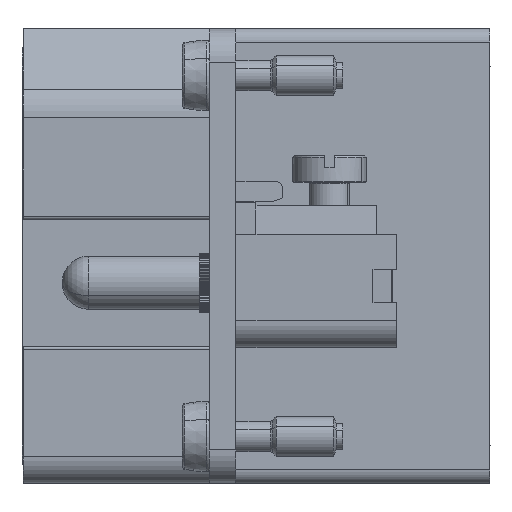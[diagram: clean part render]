
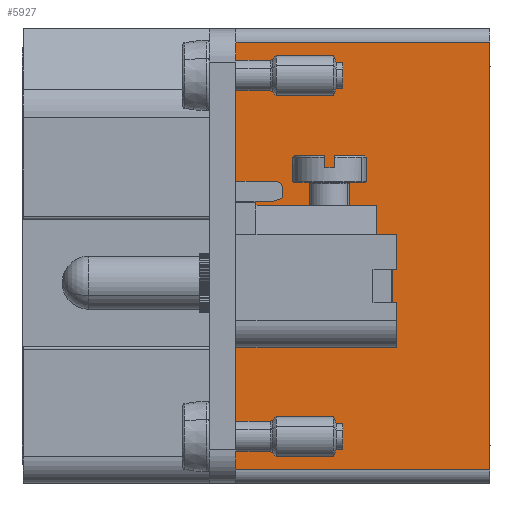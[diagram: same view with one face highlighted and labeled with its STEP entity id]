
A CAD part, left-side view. The second image highlights one B-rep face of the part: STEP entity #5927.
In plain terms, the highlighted planar face has unit normal (-1, 0, 0).
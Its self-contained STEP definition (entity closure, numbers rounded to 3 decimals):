
#5900=AXIS2_PLACEMENT_3D('Plane Axis2P3D',#5897,#5898,#5899) ;
#5404=CARTESIAN_POINT('Vertex',(11.46,19.,33.)) ;
#5407=CARTESIAN_POINT('Line Origine',(11.46,10.5,33.)) ;
#5411=CARTESIAN_POINT('Vertex',(11.46,0.,33.)) ;
#5897=CARTESIAN_POINT('Axis2P3D Location',(11.46,0.,34.)) ;
#5902=CARTESIAN_POINT('Line Origine',(11.46,9.5,1.)) ;
#5906=CARTESIAN_POINT('Vertex',(11.46,0.,1.)) ;
#5908=CARTESIAN_POINT('Vertex',(11.46,19.,1.)) ;
#5911=CARTESIAN_POINT('Line Origine',(11.46,0.,17.)) ;
#5916=CARTESIAN_POINT('Line Origine',(11.46,19.,17.)) ;
#5408=DIRECTION('Vector Direction',(0.,1.,0.)) ;
#5898=DIRECTION('Axis2P3D Direction',(1.,-0.,0.)) ;
#5899=DIRECTION('Axis2P3D XDirection',(0.,0.,-1.)) ;
#5903=DIRECTION('Vector Direction',(0.,1.,0.)) ;
#5912=DIRECTION('Vector Direction',(0.,0.,-1.)) ;
#5917=DIRECTION('Vector Direction',(0.,0.,-1.)) ;
#5409=VECTOR('Line Direction',#5408,1.) ;
#5904=VECTOR('Line Direction',#5903,1.) ;
#5913=VECTOR('Line Direction',#5912,1.) ;
#5918=VECTOR('Line Direction',#5917,1.) ;
#5922=ORIENTED_EDGE('',*,*,#5910,.F.) ;
#5923=ORIENTED_EDGE('',*,*,#5915,.F.) ;
#5924=ORIENTED_EDGE('',*,*,#5413,.T.) ;
#5925=ORIENTED_EDGE('',*,*,#5920,.T.) ;
#5927=ADVANCED_FACE('body',(#5926),#5901,.F.) ;
#5413=EDGE_CURVE('',#5412,#5405,#5410,.T.) ;
#5910=EDGE_CURVE('',#5907,#5909,#5905,.T.) ;
#5915=EDGE_CURVE('',#5412,#5907,#5914,.T.) ;
#5920=EDGE_CURVE('',#5405,#5909,#5919,.T.) ;
#5921=EDGE_LOOP('',(#5922,#5923,#5924,#5925)) ;
#5926=FACE_OUTER_BOUND('',#5921,.T.) ;
#5410=LINE('Line',#5407,#5409) ;
#5905=LINE('Line',#5902,#5904) ;
#5914=LINE('Line',#5911,#5913) ;
#5919=LINE('Line',#5916,#5918) ;
#5901=PLANE('',#5900) ;
#5405=VERTEX_POINT('',#5404) ;
#5412=VERTEX_POINT('',#5411) ;
#5907=VERTEX_POINT('',#5906) ;
#5909=VERTEX_POINT('',#5908) ;
